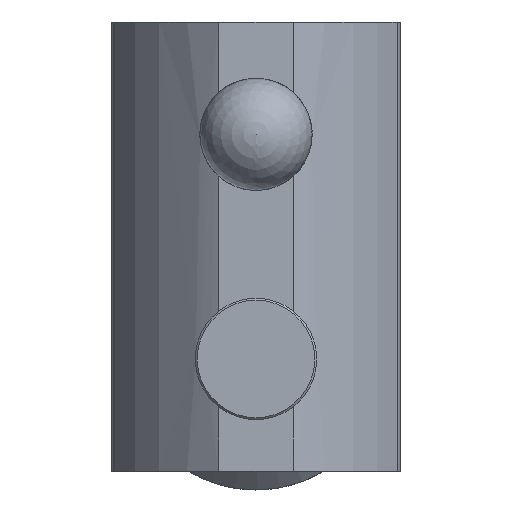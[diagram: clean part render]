
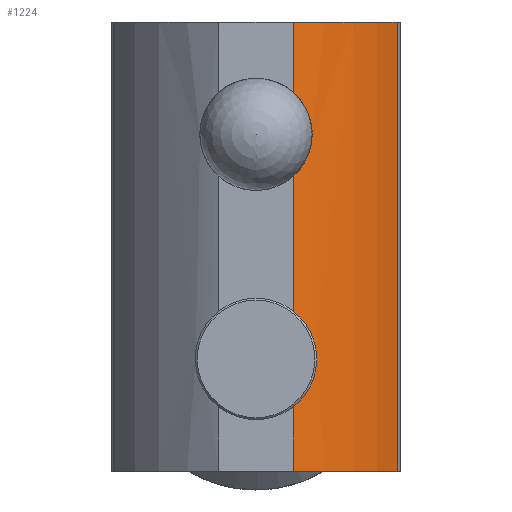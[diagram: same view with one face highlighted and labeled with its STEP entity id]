
A CAD part, left-side view. The second image highlights one B-rep face of the part: STEP entity #1224.
In plain terms, the highlighted cylindrical face has radius 7.5 mm (diameter 15 mm), a partial arc.
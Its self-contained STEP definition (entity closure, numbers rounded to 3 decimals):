
#108=FACE_OUTER_BOUND('',#182,.T.);
#182=EDGE_LOOP('',(#842,#843,#844,#845,#846,#847,#848,#849,#850,#851));
#262=B_SPLINE_CURVE_WITH_KNOTS('',3,(#1951,#1952,#1953,#1954,#1955,#1956,
#1957,#1958),.UNSPECIFIED.,.F.,.F.,(4,2,2,4),(0.821,0.83,
0.889,0.948),.UNSPECIFIED.);
#264=B_SPLINE_CURVE_WITH_KNOTS('',3,(#1978,#1979,#1980,#1981,#1982,#1983,
#1984,#1985),.UNSPECIFIED.,.F.,.F.,(4,2,2,4),(0.948,1.005,
1.062,1.075),.UNSPECIFIED.);
#265=B_SPLINE_CURVE_WITH_KNOTS('',3,(#1990,#1991,#1992,#1993,#1994,#1995,
#1996,#1997),.UNSPECIFIED.,.F.,.F.,(4,2,2,4),(-0.149,-0.123,
-0.062,0.),.UNSPECIFIED.);
#266=B_SPLINE_CURVE_WITH_KNOTS('',3,(#1999,#2000,#2001,#2002,#2003,#2004,
#2005,#2006),.UNSPECIFIED.,.F.,.F.,(4,2,2,4),(0.,0.062,0.123,
0.149),.UNSPECIFIED.);
#278=LINE('',#1988,#369);
#279=LINE('',#2008,#370);
#280=LINE('',#2012,#371);
#281=LINE('',#2015,#372);
#369=VECTOR('',#1563,1000.);
#370=VECTOR('',#1564,1000.);
#371=VECTOR('',#1567,1000.);
#372=VECTOR('',#1570,1000.);
#463=CIRCLE('',#1402,7.5);
#464=CIRCLE('',#1403,7.5);
#532=VERTEX_POINT('',#1948);
#533=VERTEX_POINT('',#1950);
#536=VERTEX_POINT('',#1976);
#537=VERTEX_POINT('',#1987);
#538=VERTEX_POINT('',#1989);
#539=VERTEX_POINT('',#1998);
#540=VERTEX_POINT('',#2007);
#541=VERTEX_POINT('',#2009);
#542=VERTEX_POINT('',#2011);
#543=VERTEX_POINT('',#2013);
#650=EDGE_CURVE('',#532,#533,#262,.F.);
#654=EDGE_CURVE('',#536,#532,#264,.F.);
#655=EDGE_CURVE('',#537,#536,#278,.T.);
#656=EDGE_CURVE('',#538,#537,#265,.F.);
#657=EDGE_CURVE('',#539,#538,#266,.F.);
#658=EDGE_CURVE('',#540,#539,#279,.T.);
#659=EDGE_CURVE('',#541,#540,#463,.T.);
#660=EDGE_CURVE('',#541,#542,#280,.T.);
#661=EDGE_CURVE('',#542,#543,#464,.T.);
#662=EDGE_CURVE('',#533,#543,#281,.T.);
#842=ORIENTED_EDGE('',*,*,#654,.F.);
#843=ORIENTED_EDGE('',*,*,#655,.F.);
#844=ORIENTED_EDGE('',*,*,#656,.F.);
#845=ORIENTED_EDGE('',*,*,#657,.F.);
#846=ORIENTED_EDGE('',*,*,#658,.F.);
#847=ORIENTED_EDGE('',*,*,#659,.F.);
#848=ORIENTED_EDGE('',*,*,#660,.T.);
#849=ORIENTED_EDGE('',*,*,#661,.T.);
#850=ORIENTED_EDGE('',*,*,#662,.F.);
#851=ORIENTED_EDGE('',*,*,#650,.F.);
#1206=CYLINDRICAL_SURFACE('',#1401,7.5);
#1224=ADVANCED_FACE('',(#108),#1206,.T.);
#1401=AXIS2_PLACEMENT_3D('',#1986,#1561,#1562);
#1402=AXIS2_PLACEMENT_3D('',#2010,#1565,#1566);
#1403=AXIS2_PLACEMENT_3D('',#2014,#1568,#1569);
#1561=DIRECTION('center_axis',(0.,-1.,0.));
#1562=DIRECTION('ref_axis',(0.,0.,-1.));
#1563=DIRECTION('',(0.,-1.,0.));
#1564=DIRECTION('',(0.,-1.,0.));
#1565=DIRECTION('center_axis',(0.,1.,0.));
#1566=DIRECTION('ref_axis',(1.,0.,0.));
#1567=DIRECTION('',(0.,-1.,0.));
#1568=DIRECTION('center_axis',(0.,1.,0.));
#1569=DIRECTION('ref_axis',(1.,0.,0.));
#1570=DIRECTION('',(0.,-1.,0.));
#1948=CARTESIAN_POINT('',(-0.333,-6.,1.5));
#1950=CARTESIAN_POINT('',(0.,-7.118,1.));
#1951=CARTESIAN_POINT('Ctrl Pts',(0.,-7.118,
1.));
#1952=CARTESIAN_POINT('Ctrl Pts',(-0.013,-7.099,
1.021));
#1953=CARTESIAN_POINT('Ctrl Pts',(-0.025,-7.08,
1.041));
#1954=CARTESIAN_POINT('Ctrl Pts',(-0.117,-6.933,
1.188));
#1955=CARTESIAN_POINT('Ctrl Pts',(-0.194,-6.77,
1.303));
#1956=CARTESIAN_POINT('Ctrl Pts',(-0.302,-6.402,
1.459));
#1957=CARTESIAN_POINT('Ctrl Pts',(-0.333,-6.197,
1.5));
#1958=CARTESIAN_POINT('Ctrl Pts',(-0.333,-6.,1.5));
#1976=CARTESIAN_POINT('',(0.,-4.882,1.));
#1978=CARTESIAN_POINT('Ctrl Pts',(-0.333,-6.,1.5));
#1979=CARTESIAN_POINT('Ctrl Pts',(-0.333,-5.81,
1.5));
#1980=CARTESIAN_POINT('Ctrl Pts',(-0.304,-5.612,
1.462));
#1981=CARTESIAN_POINT('Ctrl Pts',(-0.202,-5.253,1.315));
#1982=CARTESIAN_POINT('Ctrl Pts',(-0.129,-5.093,1.207));
#1983=CARTESIAN_POINT('Ctrl Pts',(-0.037,-4.937,
1.06));
#1984=CARTESIAN_POINT('Ctrl Pts',(-0.019,-4.909,
1.03));
#1985=CARTESIAN_POINT('Ctrl Pts',(0.,-4.882,
1.));
#1986=CARTESIAN_POINT('Origin',(-6.407,3.,-2.899));
#1987=CARTESIAN_POINT('',(0.,-1.276,1.));
#1988=CARTESIAN_POINT('',(0.,3.,1.));
#1989=CARTESIAN_POINT('',(-0.422,0.,1.621));
#1990=CARTESIAN_POINT('Ctrl Pts',(0.,-1.276,
1.));
#1991=CARTESIAN_POINT('Ctrl Pts',(-0.039,-1.226,
1.063));
#1992=CARTESIAN_POINT('Ctrl Pts',(-0.076,-1.172,
1.122));
#1993=CARTESIAN_POINT('Ctrl Pts',(-0.194,-0.98,
1.305));
#1994=CARTESIAN_POINT('Ctrl Pts',(-0.276,-0.807,
1.422));
#1995=CARTESIAN_POINT('Ctrl Pts',(-0.39,-0.42,
1.58));
#1996=CARTESIAN_POINT('Ctrl Pts',(-0.422,-0.205,
1.621));
#1997=CARTESIAN_POINT('Ctrl Pts',(-0.422,0.,
1.621));
#1998=CARTESIAN_POINT('',(0.,1.276,1.));
#1999=CARTESIAN_POINT('Ctrl Pts',(-0.422,0.,
1.621));
#2000=CARTESIAN_POINT('Ctrl Pts',(-0.422,0.205,
1.621));
#2001=CARTESIAN_POINT('Ctrl Pts',(-0.39,0.42,
1.58));
#2002=CARTESIAN_POINT('Ctrl Pts',(-0.276,0.807,
1.422));
#2003=CARTESIAN_POINT('Ctrl Pts',(-0.194,0.98,
1.305));
#2004=CARTESIAN_POINT('Ctrl Pts',(-0.076,1.172,
1.122));
#2005=CARTESIAN_POINT('Ctrl Pts',(-0.039,1.226,
1.063));
#2006=CARTESIAN_POINT('Ctrl Pts',(0.,1.276,
1.));
#2007=CARTESIAN_POINT('',(0.,3.,1.));
#2008=CARTESIAN_POINT('',(0.,3.,1.));
#2009=CARTESIAN_POINT('',(-2.98,3.,3.772));
#2010=CARTESIAN_POINT('Origin',(-6.407,3.,-2.899));
#2011=CARTESIAN_POINT('',(-2.98,-9.,3.772));
#2012=CARTESIAN_POINT('',(-2.98,3.,3.772));
#2013=CARTESIAN_POINT('',(0.,-9.,1.));
#2014=CARTESIAN_POINT('Origin',(-6.407,-9.,-2.899));
#2015=CARTESIAN_POINT('',(0.,3.,1.));
